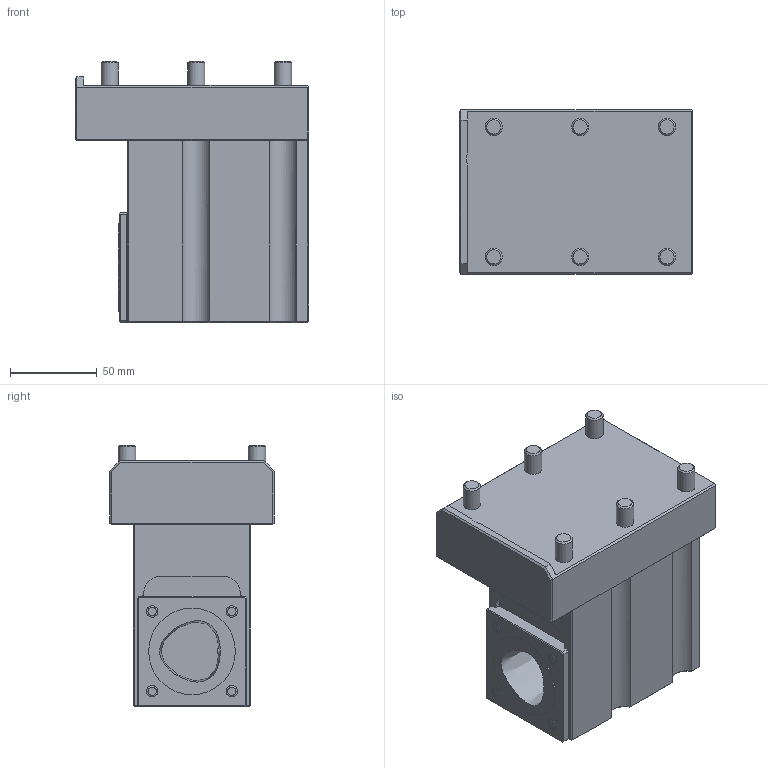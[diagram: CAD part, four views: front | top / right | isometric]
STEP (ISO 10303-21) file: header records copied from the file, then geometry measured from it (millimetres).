
FILE_DESCRIPTION(/* description */ (''),/* implementation_level */ '2;1');
FILE_NAME(/* name */ '1617873060175.stp',/* time_stamp */ '2021-04-08T11:11:07+02:00',/* author */ (''),/* organization */ ('SMS'),/* preprocessor_version */ 'ST-DEVELOPER v16.7',/* originating_system */ 'SIEMENS PLM Software NX 12.0',/* authorisation */ '');
FILE_SCHEMA (('AUTOMOTIVE_DESIGN { 1 0 10303 214 3 1 1 1 }'));
Length unit declared in the file: millimetre
Products named in the file (1): 203468730mod000_00
Bounding box: 135 x 95 x 151 mm (x, y, z)
Volume: 1131922.8 mm3; surface area: 91016.9 mm2
Topology: 1 solids, 1 shells, 153 faces, 374 edges, 240 vertices
Faces by surface type: plane 107, cylinder 23, cone 18, sphere 4, bspline 1
Full cylindrical faces by diameter (mm): 3 x1, 10 x6, 16 x4, 17 x4, 50 x1
Entity records: 4401 total; most frequent: CARTESIAN_POINT 990, DIRECTION 684, ORIENTED_EDGE 640, EDGE_CURVE 320, AXIS2_PLACEMENT_3D 231, LINE 222, VECTOR 222, VERTEX_POINT 218
